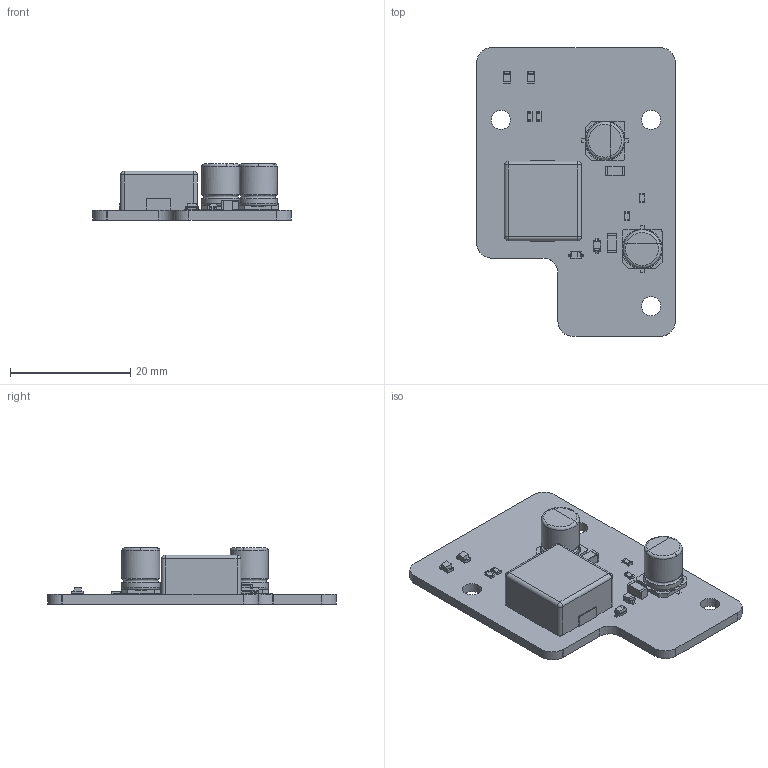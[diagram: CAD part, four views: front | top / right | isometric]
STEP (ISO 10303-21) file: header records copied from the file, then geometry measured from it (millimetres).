
FILE_DESCRIPTION(('KiCad electronic assembly'),'2;1');
FILE_NAME('MotroDrive.step','2025-04-13T12:21:08',('Pcbnew'),('Kicad'), 'Open CASCADE STEP processor 7.8','KiCad to STEP converter','Unknown' );
FILE_SCHEMA(('AUTOMOTIVE_DESIGN { 1 0 10303 214 1 1 1 1 }'));
Length unit declared in the file: millimetre
Products named in the file (14): MotroDrive 1; D_SOD-323; D_SOD_323; CP_Elec_6.3x7.7; CP_Elec_63x77; C_1206_3216Metric; R_0603_1608Metric; LED_0805_2012Metric; L_APV_APH1265; _autosave-MotroDrive_PCB
Assembly tree (20 placements, depth 3):
  MotroDrive 1
    D_SOD-323  x2
      D_SOD_323
    CP_Elec_6.3x7.7  x2
      CP_Elec_63x77
    C_1206_3216Metric  x2
      C_1206_3216Metric
    R_0603_1608Metric  x4
      R_0603_1608Metric
    LED_0805_2012Metric  x2
      LED_0805_2012Metric
    L_APV_APH1265
      L_APV_APH1265
    _autosave-MotroDrive_PCB
Bounding box: 33 x 48 x 9.35 mm (x, y, z)
Volume: 3809.2 mm3; surface area: 4360.9 mm2
Topology: 14 solids, 14 shells, 527 faces, 1333 edges, 840 vertices
Faces by surface type: plane 332, cylinder 125, bspline 56, torus 8, sphere 4, revolution 2
Full cylindrical faces by diameter (mm): 3.2 x3, 6.3 x4
Entity records: 9860 total; most frequent: CARTESIAN_POINT 1645, ORIENTED_EDGE 1322, DIRECTION 1268, EDGE_CURVE 661, LINE 487, VECTOR 487, VERTEX_POINT 417, AXIS2_PLACEMENT_3D 390
